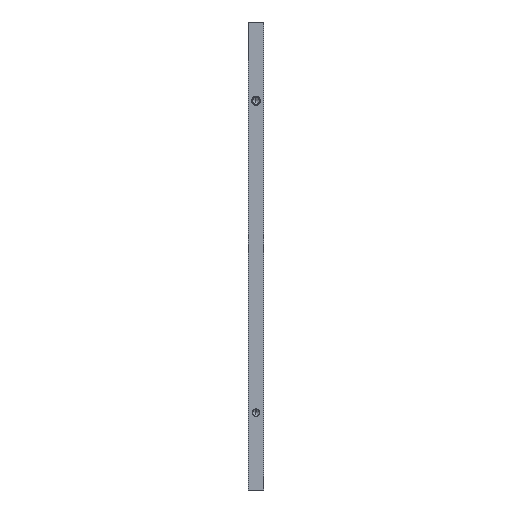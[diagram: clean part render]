
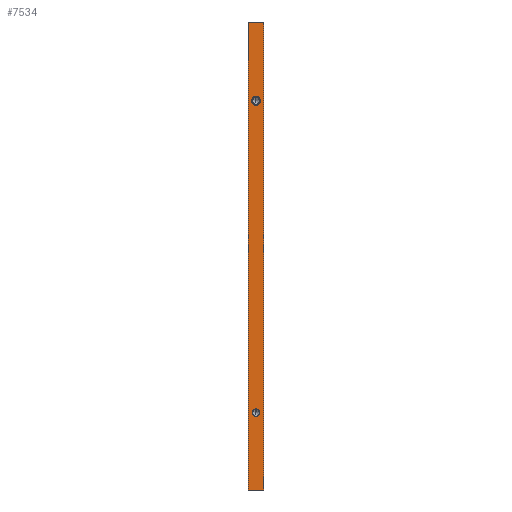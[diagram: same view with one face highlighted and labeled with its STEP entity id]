
A CAD part, left-side view. The second image highlights one B-rep face of the part: STEP entity #7534.
In plain terms, the highlighted planar face has unit normal (-1, 0, 0).
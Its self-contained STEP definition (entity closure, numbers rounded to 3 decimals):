
#215 = ORIENTED_EDGE ( 'NONE', *, *, #3121, .F. ) ;
#270 = DIRECTION ( 'NONE',  ( -1., 0., 0. ) ) ;
#461 = AXIS2_PLACEMENT_3D ( 'NONE', #5228, #7173, #943 ) ;
#498 = CARTESIAN_POINT ( 'NONE',  ( -200., -100., 300. ) ) ;
#760 = VERTEX_POINT ( 'NONE', #4635 ) ;
#898 = CARTESIAN_POINT ( 'NONE',  ( -200., -100., 300. ) ) ;
#943 = DIRECTION ( 'NONE',  ( 0., 0., 1. ) ) ;
#1165 = CARTESIAN_POINT ( 'NONE',  ( -200., -95., 249.5 ) ) ;
#1372 = AXIS2_PLACEMENT_3D ( 'NONE', #898, #1466, #5698 ) ;
#1387 = EDGE_CURVE ( 'NONE', #760, #2747, #4603, .T. ) ;
#1466 = DIRECTION ( 'NONE',  ( 1., 0., 0. ) ) ;
#1637 = VERTEX_POINT ( 'NONE', #6559 ) ;
#1892 = DIRECTION ( 'NONE',  ( 0., 0., 1. ) ) ;
#1967 = CARTESIAN_POINT ( 'NONE',  ( -200., -95., 49.5 ) ) ;
#2011 = CARTESIAN_POINT ( 'NONE',  ( -200., -100., 300. ) ) ;
#2235 = DIRECTION ( 'NONE',  ( 0., 0., -1. ) ) ;
#2258 = CIRCLE ( 'NONE', #461, 2.5 ) ;
#2391 = EDGE_CURVE ( 'NONE', #7274, #4153, #3691, .T. ) ;
#2641 = CIRCLE ( 'NONE', #6720, 2.9 ) ;
#2700 = FACE_BOUND ( 'NONE', #3940, .T. ) ;
#2715 = AXIS2_PLACEMENT_3D ( 'NONE', #1967, #270, #3246 ) ;
#2746 = VECTOR ( 'NONE', #5011, 1000. ) ;
#2747 = VERTEX_POINT ( 'NONE', #7904 ) ;
#2761 = DIRECTION ( 'NONE',  ( 0., -1., 0. ) ) ;
#2987 = DIRECTION ( 'NONE',  ( 0., 0., 1. ) ) ;
#3121 = EDGE_CURVE ( 'NONE', #3536, #7844, #5279, .T. ) ;
#3131 = CARTESIAN_POINT ( 'NONE',  ( -200., -90., 300. ) ) ;
#3173 = LINE ( 'NONE', #2011, #2746 ) ;
#3246 = DIRECTION ( 'NONE',  ( 0., 0., 1. ) ) ;
#3305 = FACE_BOUND ( 'NONE', #4426, .T. ) ;
#3330 = ORIENTED_EDGE ( 'NONE', *, *, #4199, .F. ) ;
#3536 = VERTEX_POINT ( 'NONE', #498 ) ;
#3653 = DIRECTION ( 'NONE',  ( 0., 0., -1. ) ) ;
#3691 = LINE ( 'NONE', #3131, #5262 ) ;
#3747 = ORIENTED_EDGE ( 'NONE', *, *, #4389, .T. ) ;
#3902 = PLANE ( 'NONE',  #1372 ) ;
#3940 = EDGE_LOOP ( 'NONE', ( #7005, #3330 ) ) ;
#4153 = VERTEX_POINT ( 'NONE', #7879 ) ;
#4199 = EDGE_CURVE ( 'NONE', #5979, #1637, #6039, .T. ) ;
#4389 = EDGE_CURVE ( 'NONE', #4153, #7844, #7638, .T. ) ;
#4426 = EDGE_LOOP ( 'NONE', ( #6279, #5823 ) ) ;
#4603 = CIRCLE ( 'NONE', #7902, 2.9 ) ;
#4635 = CARTESIAN_POINT ( 'NONE',  ( -200., -95., 252.4 ) ) ;
#5010 = EDGE_LOOP ( 'NONE', ( #3747, #215, #5332, #6699 ) ) ;
#5011 = DIRECTION ( 'NONE',  ( 0., -1., 0. ) ) ;
#5228 = CARTESIAN_POINT ( 'NONE',  ( -200., -95., 49.5 ) ) ;
#5262 = VECTOR ( 'NONE', #3653, 1000. ) ;
#5279 = LINE ( 'NONE', #7706, #6041 ) ;
#5332 = ORIENTED_EDGE ( 'NONE', *, *, #5768, .F. ) ;
#5393 = CARTESIAN_POINT ( 'NONE',  ( -200., -95., 249.5 ) ) ;
#5698 = DIRECTION ( 'NONE',  ( 0., 0., -1. ) ) ;
#5768 = EDGE_CURVE ( 'NONE', #7274, #3536, #3173, .T. ) ;
#5823 = ORIENTED_EDGE ( 'NONE', *, *, #7365, .F. ) ;
#5885 = CARTESIAN_POINT ( 'NONE',  ( -200., -100., 0. ) ) ;
#5919 = VECTOR ( 'NONE', #2761, 1000. ) ;
#5979 = VERTEX_POINT ( 'NONE', #6114 ) ;
#6028 = CARTESIAN_POINT ( 'NONE',  ( -200., -90., 300. ) ) ;
#6039 = CIRCLE ( 'NONE', #2715, 2.5 ) ;
#6041 = VECTOR ( 'NONE', #2235, 1000. ) ;
#6114 = CARTESIAN_POINT ( 'NONE',  ( -200., -95., 47. ) ) ;
#6131 = CARTESIAN_POINT ( 'NONE',  ( -200., -100., 0. ) ) ;
#6279 = ORIENTED_EDGE ( 'NONE', *, *, #1387, .F. ) ;
#6559 = CARTESIAN_POINT ( 'NONE',  ( -200., -95., 52. ) ) ;
#6629 = EDGE_CURVE ( 'NONE', #1637, #5979, #2258, .T. ) ;
#6699 = ORIENTED_EDGE ( 'NONE', *, *, #2391, .T. ) ;
#6720 = AXIS2_PLACEMENT_3D ( 'NONE', #5393, #7220, #2987 ) ;
#7005 = ORIENTED_EDGE ( 'NONE', *, *, #6629, .F. ) ;
#7173 = DIRECTION ( 'NONE',  ( -1., 0., 0. ) ) ;
#7220 = DIRECTION ( 'NONE',  ( -1., 0., 0. ) ) ;
#7274 = VERTEX_POINT ( 'NONE', #6028 ) ;
#7357 = DIRECTION ( 'NONE',  ( -1., 0., 0. ) ) ;
#7365 = EDGE_CURVE ( 'NONE', #2747, #760, #2641, .T. ) ;
#7534 = ADVANCED_FACE ( 'NONE', ( #2700, #3305, #7616 ), #3902, .F. ) ;
#7616 = FACE_OUTER_BOUND ( 'NONE', #5010, .T. ) ;
#7638 = LINE ( 'NONE', #5885, #5919 ) ;
#7706 = CARTESIAN_POINT ( 'NONE',  ( -200., -100., 300. ) ) ;
#7844 = VERTEX_POINT ( 'NONE', #6131 ) ;
#7879 = CARTESIAN_POINT ( 'NONE',  ( -200., -90., 0. ) ) ;
#7902 = AXIS2_PLACEMENT_3D ( 'NONE', #1165, #7357, #1892 ) ;
#7904 = CARTESIAN_POINT ( 'NONE',  ( -200., -95., 246.6 ) ) ;
